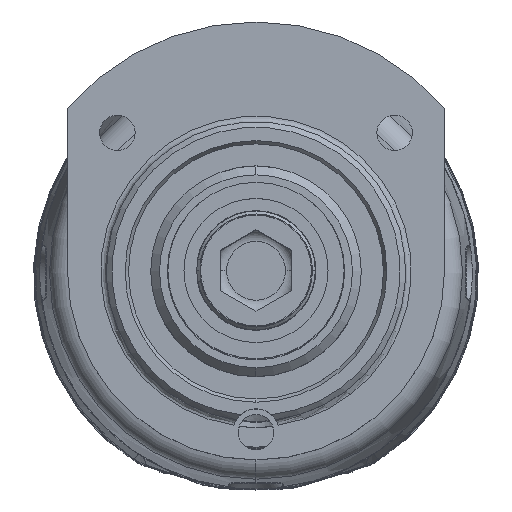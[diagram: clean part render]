
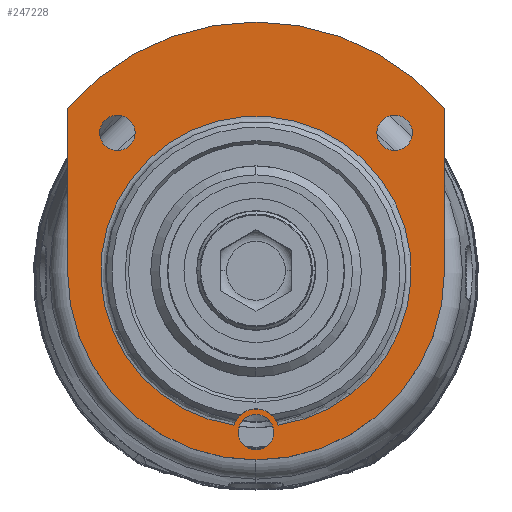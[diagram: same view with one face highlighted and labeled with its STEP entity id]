
A CAD part, top view. The second image highlights one B-rep face of the part: STEP entity #247228.
In plain terms, the highlighted planar face has unit normal (0, 0, 1).
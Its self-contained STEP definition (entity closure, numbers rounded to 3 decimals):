
#234794=CARTESIAN_POINT('',(0.,-14.5,-3.));
#234795=DIRECTION('',(0.,0.,1.));
#234796=DIRECTION('',(0.952,0.306,0.));
#234797=AXIS2_PLACEMENT_3D('',#234794,#234795,#234796);
#234810=DIRECTION('',(0.,-1.,0.));
#234811=VECTOR('',#234810,14.739);
#234812=CARTESIAN_POINT('',(-17.,14.739,-3.));
#234813=LINE('',#234812,#234811);
#234817=DIRECTION('',(0.,-1.,0.));
#234818=VECTOR('',#234817,14.739);
#234819=CARTESIAN_POINT('',(17.,14.739,-3.));
#234820=LINE('',#234819,#234818);
#234824=CARTESIAN_POINT('',(0.,0.,-3.));
#234825=DIRECTION('',(0.,0.,1.));
#234826=DIRECTION('',(-1.,0.,0.));
#234827=AXIS2_PLACEMENT_3D('',#234824,#234825,#234826);
#234832=CARTESIAN_POINT('',(12.5,12.5,-3.));
#234833=DIRECTION('',(0.,0.,1.));
#234834=DIRECTION('',(1.,0.,0.));
#234835=AXIS2_PLACEMENT_3D('',#234832,#234833,#234834);
#234840=CARTESIAN_POINT('',(12.5,12.5,-3.));
#234841=DIRECTION('',(0.,0.,1.));
#234842=DIRECTION('',(-1.,0.,0.));
#234843=AXIS2_PLACEMENT_3D('',#234840,#234841,#234842);
#234848=CARTESIAN_POINT('',(-12.5,12.5,-3.));
#234849=DIRECTION('',(0.,0.,1.));
#234850=DIRECTION('',(1.,0.,0.));
#234851=AXIS2_PLACEMENT_3D('',#234848,#234849,#234850);
#234856=CARTESIAN_POINT('',(-12.5,12.5,-3.));
#234857=DIRECTION('',(0.,0.,1.));
#234858=DIRECTION('',(-1.,0.,0.));
#234859=AXIS2_PLACEMENT_3D('',#234856,#234857,#234858);
#234864=CARTESIAN_POINT('',(0.,-14.5,-3.));
#234865=DIRECTION('',(0.,0.,1.));
#234866=DIRECTION('',(0.,-1.,0.));
#234867=AXIS2_PLACEMENT_3D('',#234864,#234865,#234866);
#234872=CARTESIAN_POINT('',(0.,-14.5,-3.));
#234873=DIRECTION('',(0.,0.,1.));
#234874=DIRECTION('',(0.,1.,0.));
#234875=AXIS2_PLACEMENT_3D('',#234872,#234873,#234874);
#234900=CARTESIAN_POINT('',(0.,0.,-3.));
#234901=DIRECTION('',(0.,0.,-1.));
#234902=DIRECTION('',(-0.143,-0.99,0.));
#234903=AXIS2_PLACEMENT_3D('',#234900,#234901,#234902);
#235069=CARTESIAN_POINT('',(0.,0.,-3.));
#235070=DIRECTION('',(0.,0.,1.));
#235071=DIRECTION('',(0.756,0.655,0.));
#235072=AXIS2_PLACEMENT_3D('',#235069,#235070,#235071);
#244996=CARTESIAN_POINT('',(-17.,14.739,-3.));
#244997=VERTEX_POINT('',#244996);
#244998=CARTESIAN_POINT('',(-17.,0.,-3.));
#244999=VERTEX_POINT('',#244998);
#245000=CARTESIAN_POINT('',(17.,14.739,-3.));
#245001=CARTESIAN_POINT('',(17.,0.,-3.));
#245002=VERTEX_POINT('',#245000);
#245003=VERTEX_POINT('',#245001);
#245012=CARTESIAN_POINT('',(14.1,12.5,-3.));
#245013=CARTESIAN_POINT('',(10.9,12.5,-3.));
#245014=VERTEX_POINT('',#245012);
#245015=VERTEX_POINT('',#245013);
#245016=CARTESIAN_POINT('',(-10.9,12.5,-3.));
#245017=CARTESIAN_POINT('',(-14.1,12.5,-3.));
#245018=VERTEX_POINT('',#245016);
#245019=VERTEX_POINT('',#245017);
#245021=CARTESIAN_POINT('',(0.,-12.9,-3.));
#245023=VERTEX_POINT('',#245021);
#245037=CARTESIAN_POINT('',(0.,-16.1,-3.));
#245038=VERTEX_POINT('',#245037);
#245047=CARTESIAN_POINT('',(1.999,-13.857,-3.));
#245048=CARTESIAN_POINT('',(-1.999,-13.857,-3.));
#245049=VERTEX_POINT('',#245047);
#245050=VERTEX_POINT('',#245048);
#247190=CARTESIAN_POINT('',(0.,0.,-3.));
#247191=DIRECTION('',(0.,0.,1.));
#247192=DIRECTION('',(0.,1.,0.));
#247193=AXIS2_PLACEMENT_3D('',#247190,#247191,#247192);
#247194=PLANE('',#247193);
#247196=ORIENTED_EDGE('',*,*,#247195,.F.);
#247198=ORIENTED_EDGE('',*,*,#247197,.F.);
#247200=ORIENTED_EDGE('',*,*,#247199,.T.);
#247202=ORIENTED_EDGE('',*,*,#247201,.F.);
#247203=EDGE_LOOP('',(#247196,#247198,#247200,#247202));
#247204=FACE_OUTER_BOUND('',#247203,.F.);
#247206=ORIENTED_EDGE('',*,*,#247205,.F.);
#247207=ORIENTED_EDGE('',*,*,#247172,.F.);
#247208=EDGE_LOOP('',(#247206,#247207));
#247209=FACE_BOUND('',#247208,.F.);
#247211=ORIENTED_EDGE('',*,*,#247210,.T.);
#247213=ORIENTED_EDGE('',*,*,#247212,.T.);
#247214=EDGE_LOOP('',(#247211,#247213));
#247215=FACE_BOUND('',#247214,.F.);
#247217=ORIENTED_EDGE('',*,*,#247216,.T.);
#247219=ORIENTED_EDGE('',*,*,#247218,.T.);
#247220=EDGE_LOOP('',(#247217,#247219));
#247221=FACE_BOUND('',#247220,.F.);
#247223=ORIENTED_EDGE('',*,*,#247222,.T.);
#247225=ORIENTED_EDGE('',*,*,#247224,.T.);
#247226=EDGE_LOOP('',(#247223,#247225));
#247227=FACE_BOUND('',#247226,.F.);
#247228=ADVANCED_FACE('',(#247204,#247209,#247215,#247221,#247227),#247194,.T.);
#234798=CIRCLE('',#234797,2.1);
#234828=CIRCLE('',#234827,17.);
#234836=CIRCLE('',#234835,1.6);
#234844=CIRCLE('',#234843,1.6);
#234852=CIRCLE('',#234851,1.6);
#234860=CIRCLE('',#234859,1.6);
#234868=CIRCLE('',#234867,1.6);
#234876=CIRCLE('',#234875,1.6);
#234904=CIRCLE('',#234903,14.);
#235073=CIRCLE('',#235072,22.5);
#247172=EDGE_CURVE('',#245049,#245050,#234798,.T.);
#247195=EDGE_CURVE('',#244997,#244999,#234813,.T.);
#247197=EDGE_CURVE('',#245002,#244997,#235073,.T.);
#247199=EDGE_CURVE('',#245002,#245003,#234820,.T.);
#247201=EDGE_CURVE('',#244999,#245003,#234828,.T.);
#247205=EDGE_CURVE('',#245050,#245049,#234904,.T.);
#247210=EDGE_CURVE('',#245014,#245015,#234836,.T.);
#247212=EDGE_CURVE('',#245015,#245014,#234844,.T.);
#247216=EDGE_CURVE('',#245018,#245019,#234852,.T.);
#247218=EDGE_CURVE('',#245019,#245018,#234860,.T.);
#247222=EDGE_CURVE('',#245038,#245023,#234868,.T.);
#247224=EDGE_CURVE('',#245023,#245038,#234876,.T.);
